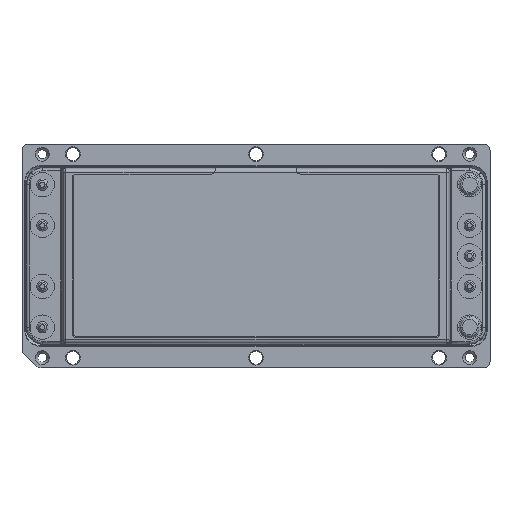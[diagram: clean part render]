
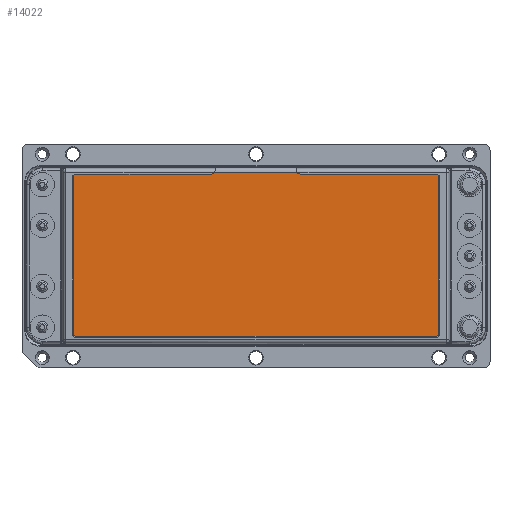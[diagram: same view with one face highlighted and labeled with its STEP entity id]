
A CAD part, top view. The second image highlights one B-rep face of the part: STEP entity #14022.
In plain terms, the highlighted planar face has unit normal (0, 0, 1).
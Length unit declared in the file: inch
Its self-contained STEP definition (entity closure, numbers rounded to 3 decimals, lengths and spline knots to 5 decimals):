
#611 = EDGE_CURVE ( 'NONE', #5592, #5593, #10433, .T. ) ;
#614 = EDGE_CURVE ( 'NONE', #5593, #5594, #16275, .T. ) ;
#617 = EDGE_CURVE ( 'NONE', #5594, #5595, #10426, .T. ) ;
#620 = EDGE_CURVE ( 'NONE', #5595, #5596, #16262, .T. ) ;
#623 = EDGE_CURVE ( 'NONE', #5596, #5597, #10421, .T. ) ;
#626 = EDGE_CURVE ( 'NONE', #5597, #5598, #16173, .T. ) ;
#629 = EDGE_CURVE ( 'NONE', #5600, #5599, #16155, .T. ) ;
#634 = EDGE_CURVE ( 'NONE', #5599, #5601, #10417, .T. ) ;
#637 = EDGE_CURVE ( 'NONE', #5601, #5602, #16260, .T. ) ;
#638 = EDGE_CURVE ( 'NONE', #5602, #5591, #10414, .T. ) ;
#640 = EDGE_CURVE ( 'NONE', #5600, #5598, #10413, .T. ) ;
#691 = EDGE_CURVE ( 'NONE', #5591, #5592, #16918, .T. ) ;
#1258 = CARTESIAN_POINT ( 'NONE',  ( 0.49251, 0.72487, 0.516 ) ) ;
#1259 = CARTESIAN_POINT ( 'NONE',  ( 0.52751, 0.75987, 0.516 ) ) ;
#1260 = CARTESIAN_POINT ( 'NONE',  ( 1.88229, 0.77649, 0.516 ) ) ;
#1261 = CARTESIAN_POINT ( 'NONE',  ( 1.85251, 0.75987, 0.516 ) ) ;
#1262 = CARTESIAN_POINT ( 'NONE',  ( 2.69272, 0.77649, 0.516 ) ) ;
#1263 = CARTESIAN_POINT ( 'NONE',  ( 2.72251, 0.75987, 0.516 ) ) ;
#1264 = CARTESIAN_POINT ( 'NONE',  ( 4.05251, 0.75987, 0.516 ) ) ;
#1265 = CARTESIAN_POINT ( 'NONE',  ( 4.08751, 0.72487, 0.516 ) ) ;
#1266 = CARTESIAN_POINT ( 'NONE',  ( 4.08751, -0.80013, 0.516 ) ) ;
#1267 = CARTESIAN_POINT ( 'NONE',  ( 4.05251, -0.83513, 0.516 ) ) ;
#1268 = CARTESIAN_POINT ( 'NONE',  ( 0.52751, -0.83513, 0.516 ) ) ;
#1269 = CARTESIAN_POINT ( 'NONE',  ( 0.49251, -0.80013, 0.516 ) ) ;
#5070 = EDGE_LOOP ( 'NONE', ( #5155, #5157, #5154, #5156, #5158, #5159, #5160, #5161, #5162, #5163, #5164, #5165 ) ) ;
#5154 = ORIENTED_EDGE ( 'NONE', *, *, #634, .T. ) ;
#5155 = ORIENTED_EDGE ( 'NONE', *, *, #640, .F. ) ;
#5156 = ORIENTED_EDGE ( 'NONE', *, *, #637, .T. ) ;
#5157 = ORIENTED_EDGE ( 'NONE', *, *, #629, .T. ) ;
#5158 = ORIENTED_EDGE ( 'NONE', *, *, #638, .T. ) ;
#5159 = ORIENTED_EDGE ( 'NONE', *, *, #691, .T. ) ;
#5160 = ORIENTED_EDGE ( 'NONE', *, *, #611, .T. ) ;
#5161 = ORIENTED_EDGE ( 'NONE', *, *, #614, .T. ) ;
#5162 = ORIENTED_EDGE ( 'NONE', *, *, #617, .T. ) ;
#5163 = ORIENTED_EDGE ( 'NONE', *, *, #620, .T. ) ;
#5164 = ORIENTED_EDGE ( 'NONE', *, *, #623, .T. ) ;
#5165 = ORIENTED_EDGE ( 'NONE', *, *, #626, .T. ) ;
#5591 = VERTEX_POINT ( 'NONE', #1269 ) ;
#5592 = VERTEX_POINT ( 'NONE', #1268 ) ;
#5593 = VERTEX_POINT ( 'NONE', #1267 ) ;
#5594 = VERTEX_POINT ( 'NONE', #1266 ) ;
#5595 = VERTEX_POINT ( 'NONE', #1265 ) ;
#5596 = VERTEX_POINT ( 'NONE', #1264 ) ;
#5597 = VERTEX_POINT ( 'NONE', #1263 ) ;
#5598 = VERTEX_POINT ( 'NONE', #1262 ) ;
#5599 = VERTEX_POINT ( 'NONE', #1261 ) ;
#5600 = VERTEX_POINT ( 'NONE', #1260 ) ;
#5601 = VERTEX_POINT ( 'NONE', #1259 ) ;
#5602 = VERTEX_POINT ( 'NONE', #1258 ) ;
#8048 = FACE_OUTER_BOUND ( 'NONE', #5070, .T. ) ;
#10413 = LINE ( 'NONE', #15723, #16353 ) ;
#10414 = LINE ( 'NONE', #15728, #16377 ) ;
#10417 = LINE ( 'NONE', #15739, #16289 ) ;
#10421 = LINE ( 'NONE', #15777, #16192 ) ;
#10426 = LINE ( 'NONE', #15794, #16252 ) ;
#10433 = LINE ( 'NONE', #15813, #16281 ) ;
#10791 = AXIS2_PLACEMENT_3D ( 'NONE', #14779, #14778, #14777 ) ;
#14022 = ADVANCED_FACE ( 'NONE', ( #8048 ), #14780, .T. ) ;
#14777 = DIRECTION ( 'NONE',  ( -1., 0., 0. ) ) ;
#14778 = DIRECTION ( 'NONE',  ( 0., 0., 1. ) ) ;
#14779 = CARTESIAN_POINT ( 'NONE',  ( 0.52751, 0.72487, 0.516 ) ) ;
#14780 = PLANE ( 'NONE',  #10791 ) ;
#15548 = DIRECTION ( 'NONE',  ( 1., 0., 0. ) ) ;
#15549 = DIRECTION ( 'NONE',  ( 0., 0., 1. ) ) ;
#15550 = CARTESIAN_POINT ( 'NONE',  ( 0.52751, -0.80013, 0.516 ) ) ;
#15722 = DIRECTION ( 'NONE',  ( 1., 0., 0. ) ) ;
#15723 = CARTESIAN_POINT ( 'NONE',  ( 0.52751, 0.77649, 0.516 ) ) ;
#15727 = DIRECTION ( 'NONE',  ( 0., -1., 0. ) ) ;
#15728 = CARTESIAN_POINT ( 'NONE',  ( 0.49251, 0.72487, 0.516 ) ) ;
#15730 = DIRECTION ( 'NONE',  ( -1., 0., 0. ) ) ;
#15731 = DIRECTION ( 'NONE',  ( 0., 0., 1. ) ) ;
#15732 = CARTESIAN_POINT ( 'NONE',  ( 0.52751, 0.72487, 0.516 ) ) ;
#15738 = DIRECTION ( 'NONE',  ( -1., 0., 0. ) ) ;
#15739 = CARTESIAN_POINT ( 'NONE',  ( 1.85251, 0.75987, 0.516 ) ) ;
#15753 = DIRECTION ( 'NONE',  ( 1., 0., 0. ) ) ;
#15755 = DIRECTION ( 'NONE',  ( 0., 0., -1. ) ) ;
#15756 = CARTESIAN_POINT ( 'NONE',  ( 1.85251, 0.79487, 0.516 ) ) ;
#15768 = DIRECTION ( 'NONE',  ( -1., 0., 0. ) ) ;
#15769 = DIRECTION ( 'NONE',  ( 0., 0., -1. ) ) ;
#15770 = CARTESIAN_POINT ( 'NONE',  ( 2.72251, 0.79487, 0.516 ) ) ;
#15776 = DIRECTION ( 'NONE',  ( -1., 0., 0. ) ) ;
#15777 = CARTESIAN_POINT ( 'NONE',  ( 4.05251, 0.75987, 0.516 ) ) ;
#15783 = DIRECTION ( 'NONE',  ( 1., 0., 0. ) ) ;
#15784 = DIRECTION ( 'NONE',  ( 0., 0., 1. ) ) ;
#15785 = CARTESIAN_POINT ( 'NONE',  ( 4.05251, 0.72487, 0.516 ) ) ;
#15793 = DIRECTION ( 'NONE',  ( 0., 1., 0. ) ) ;
#15794 = CARTESIAN_POINT ( 'NONE',  ( 4.08751, 0.72487, 0.516 ) ) ;
#15801 = DIRECTION ( 'NONE',  ( 1., 0., 0. ) ) ;
#15802 = DIRECTION ( 'NONE',  ( 0., 0., 1. ) ) ;
#15803 = CARTESIAN_POINT ( 'NONE',  ( 4.05251, -0.80013, 0.516 ) ) ;
#15812 = DIRECTION ( 'NONE',  ( 1., 0., 0. ) ) ;
#15813 = CARTESIAN_POINT ( 'NONE',  ( 4.05251, -0.83513, 0.516 ) ) ;
#16155 = CIRCLE ( 'NONE', #16789, 0.035 ) ;
#16171 = AXIS2_PLACEMENT_3D ( 'NONE', #15770, #15769, #15768 ) ;
#16173 = CIRCLE ( 'NONE', #16171, 0.035 ) ;
#16192 = VECTOR ( 'NONE', #15776, 39.37008 ) ;
#16199 = AXIS2_PLACEMENT_3D ( 'NONE', #15732, #15731, #15730 ) ;
#16229 = AXIS2_PLACEMENT_3D ( 'NONE', #15785, #15784, #15783 ) ;
#16252 = VECTOR ( 'NONE', #15793, 39.37008 ) ;
#16260 = CIRCLE ( 'NONE', #16199, 0.035 ) ;
#16262 = CIRCLE ( 'NONE', #16229, 0.035 ) ;
#16268 = AXIS2_PLACEMENT_3D ( 'NONE', #15803, #15802, #15801 ) ;
#16275 = CIRCLE ( 'NONE', #16268, 0.035 ) ;
#16281 = VECTOR ( 'NONE', #15812, 39.37008 ) ;
#16289 = VECTOR ( 'NONE', #15738, 39.37008 ) ;
#16353 = VECTOR ( 'NONE', #15722, 39.37008 ) ;
#16377 = VECTOR ( 'NONE', #15727, 39.37008 ) ;
#16789 = AXIS2_PLACEMENT_3D ( 'NONE', #15756, #15755, #15753 ) ;
#16912 = AXIS2_PLACEMENT_3D ( 'NONE', #15550, #15549, #15548 ) ;
#16918 = CIRCLE ( 'NONE', #16912, 0.035 ) ;
